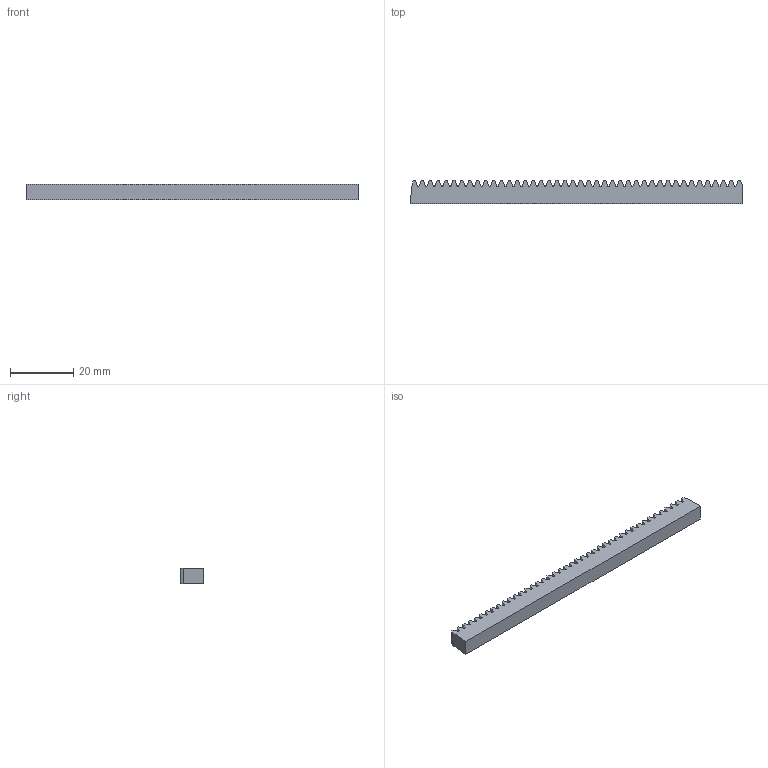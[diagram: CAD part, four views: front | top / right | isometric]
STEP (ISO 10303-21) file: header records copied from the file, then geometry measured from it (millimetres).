
FILE_DESCRIPTION(/* description */ (''),/* implementation_level */ '2;1');
FILE_NAME(/* name */ '2662N56_20 Degree Pressure Angle Gear Rack.step',/* time_stamp */ '2025-10-26T15:11:18Z',/* author */ (''),/* organization */ (''),/* preprocessor_version */ 'ST-DEVELOPER v20.1',/* originating_system */ 'Autodesk Translation Framework v14.17.0.0',/* authorisation */ '');
FILE_SCHEMA (('AUTOMOTIVE_DESIGN { 1 0 10303 214 3 1 1 }'));
Length unit declared in the file: millimetre
Products named in the file (1): 2662N56_20 Degree Pressure Angle Gear Rack
Bounding box: 105.28 x 7.3 x 5 mm (x, y, z)
Volume: 3394 mm3; surface area: 2969.5 mm2
Topology: 1 solids, 1 shells, 254 faces, 756 edges, 504 vertices
Faces by surface type: plane 172, cylinder 82
Entity records: 8537 total; most frequent: CARTESIAN_POINT 1515, ORIENTED_EDGE 1512, DIRECTION 1430, EDGE_CURVE 756, LINE 592, VECTOR 592, VERTEX_POINT 504, AXIS2_PLACEMENT_3D 419
